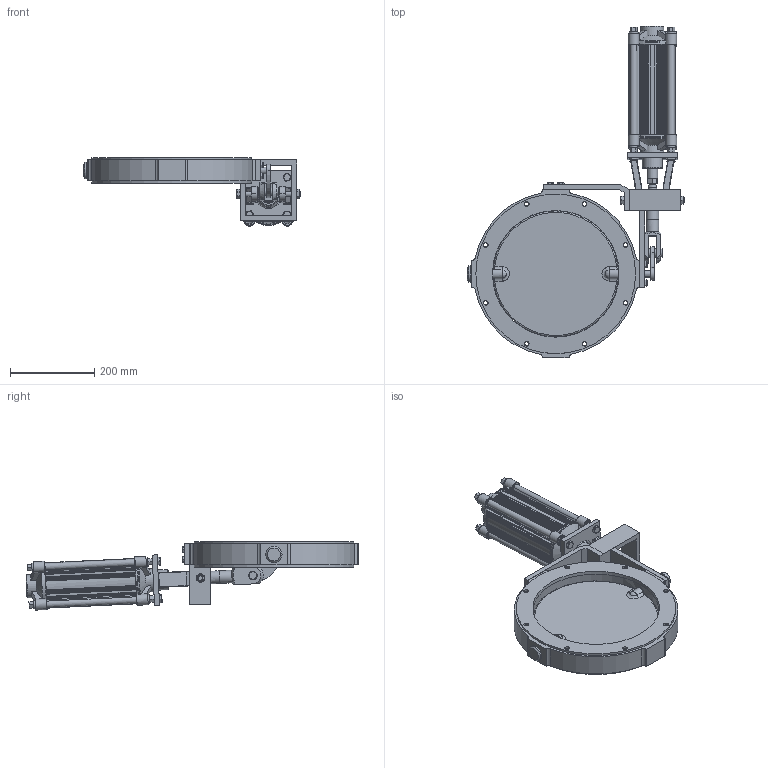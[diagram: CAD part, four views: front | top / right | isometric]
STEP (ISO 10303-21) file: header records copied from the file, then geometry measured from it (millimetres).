
FILE_DESCRIPTION (( 'STEP AP214' ), '1' );
FILE_NAME ('G-300-PC.STEP', '2017-03-21T18:39:05', ( 'Windows User' ), ( 'Rejlers' ), 'SwSTEP 2.0', 'SolidWorks 2011', '' );
FILE_SCHEMA (( 'AUTOMOTIVE_DESIGN' ));
Length unit declared in the file: millimetre
Products named in the file (17): 0822125006_Free; 0822125006_PISTON_NUT;; 0822125006_PISTON;; 0822125006_HEAD;; 0822125006_FOOT;; 0822125006_TUBE;; 3660508000; M6M_M12; M6S_10x20; bracket_cylinder_100; bracket_p300; M6S_8x25; damper_g300_pc; lining_g300_nbr; valve_body_g300; G-300-PC; kolvst幩gsf顤l鄚gare g300
Assembly tree (27 placements, depth 3):
  G-300-PC
    M6S_8x25  x8
    lining_g300_nbr
    bracket_p300
    valve_body_g300
    bracket_cylinder_100
    damper_g300_pc
    M6S_10x20  x4
    M6M_M12  x2
    kolvst幩gsf顤l鄚gare g300
    3660508000
    0822125006_Free
      0822125006_PISTON_NUT;
      0822125006_HEAD;
      0822125006_TUBE;
      0822125006_FOOT;
      0822125006_PISTON;
Bounding box: 517.45 x 789.77 x 162.37 mm (x, y, z)
Volume: 6189672.2 mm3; surface area: 1261802.2 mm2
Topology: 26 solids, 26 shells, 1156 faces, 2953 edges, 1903 vertices
Faces by surface type: plane 543, cylinder 453, cone 92, torus 40, bspline 28
Full cylindrical faces by diameter (mm): 8 x16, 8.5 x8, 9.4 x4, 10 x12, 10.5 x2, 11 x20, 12 x8, 13 x8, 13.9 x2, 16 x4, 17 x4, 18.376 x1, 18.5 x1, 19 x2, 20 x16, 22 x1, 25 x4, 26 x10, 27 x2, 30 x2, 38.8 x1, 48 x1, 55 x2, 60 x1, 100 x2, 300 x1, 312 x2, 380 x2
Entity records: 35083 total; most frequent: CARTESIAN_POINT 11289, DIRECTION 4918, ORIENTED_EDGE 4580, EDGE_CURVE 2290, AXIS2_PLACEMENT_3D 1920, VERTEX_POINT 1576, EDGE_LOOP 1278, LINE 1078
